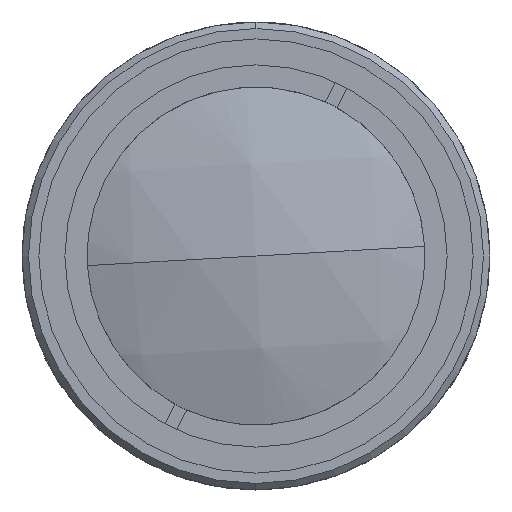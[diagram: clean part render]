
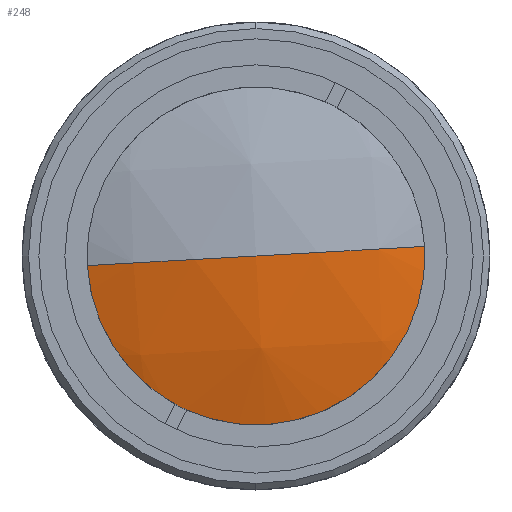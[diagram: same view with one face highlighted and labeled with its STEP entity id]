
A CAD part, left-side view. The second image highlights one B-rep face of the part: STEP entity #248.
In plain terms, the highlighted spherical face has radius 43.203 mm.
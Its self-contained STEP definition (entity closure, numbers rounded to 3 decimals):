
#63 = CARTESIAN_POINT ( 'NONE',  ( 11.331, 0., 0. ) ) ;
#248 = ADVANCED_FACE ( 'NONE', ( #2573 ), #2526, .T. ) ;
#349 = ORIENTED_EDGE ( 'NONE', *, *, #635, .T. ) ;
#426 = VERTEX_POINT ( 'NONE', #906 ) ;
#471 = CIRCLE ( 'NONE', #2368, 43.203 ) ;
#473 = ORIENTED_EDGE ( 'NONE', *, *, #3278, .F. ) ;
#506 = CARTESIAN_POINT ( 'NONE',  ( 11.331, -13.977, 0.794 ) ) ;
#635 = EDGE_CURVE ( 'NONE', #3420, #426, #1889, .T. ) ;
#746 = DIRECTION ( 'NONE',  ( 0., -0.057, -0.998 ) ) ;
#771 = CARTESIAN_POINT ( 'NONE',  ( 52.203, 0., 0. ) ) ;
#906 = CARTESIAN_POINT ( 'NONE',  ( 9., 0., 0. ) ) ;
#986 = CARTESIAN_POINT ( 'NONE',  ( 52.203, 0., 0. ) ) ;
#1396 = DIRECTION ( 'NONE',  ( -1., 0., 0. ) ) ;
#1674 = AXIS2_PLACEMENT_3D ( 'NONE', #2143, #3215, #1807 ) ;
#1781 = DIRECTION ( 'NONE',  ( 0., 0.998, -0.057 ) ) ;
#1807 = DIRECTION ( 'NONE',  ( 0., 0.998, -0.057 ) ) ;
#1888 = EDGE_LOOP ( 'NONE', ( #2642, #349, #473 ) ) ;
#1889 = CIRCLE ( 'NONE', #2792, 43.203 ) ;
#2143 = CARTESIAN_POINT ( 'NONE',  ( 52.203, 0., 0. ) ) ;
#2368 = AXIS2_PLACEMENT_3D ( 'NONE', #986, #4162, #4092 ) ;
#2526 = SPHERICAL_SURFACE ( 'NONE', #1674, 43.203 ) ;
#2573 = FACE_OUTER_BOUND ( 'NONE', #1888, .T. ) ;
#2642 = ORIENTED_EDGE ( 'NONE', *, *, #3593, .T. ) ;
#2738 = DIRECTION ( 'NONE',  ( 0., 0.057, 0.998 ) ) ;
#2792 = AXIS2_PLACEMENT_3D ( 'NONE', #771, #746, #1781 ) ;
#2806 = VERTEX_POINT ( 'NONE', #4328 ) ;
#3137 = AXIS2_PLACEMENT_3D ( 'NONE', #63, #1396, #2738 ) ;
#3215 = DIRECTION ( 'NONE',  ( 0., -0.057, -0.998 ) ) ;
#3278 = EDGE_CURVE ( 'NONE', #2806, #426, #471, .T. ) ;
#3420 = VERTEX_POINT ( 'NONE', #506 ) ;
#3593 = EDGE_CURVE ( 'NONE', #2806, #3420, #4342, .T. ) ;
#4092 = DIRECTION ( 'NONE',  ( 0., -0.998, 0.057 ) ) ;
#4162 = DIRECTION ( 'NONE',  ( 0., 0.057, 0.998 ) ) ;
#4328 = CARTESIAN_POINT ( 'NONE',  ( 11.331, 13.977, -0.794 ) ) ;
#4342 = CIRCLE ( 'NONE', #3137, 14. ) ;
